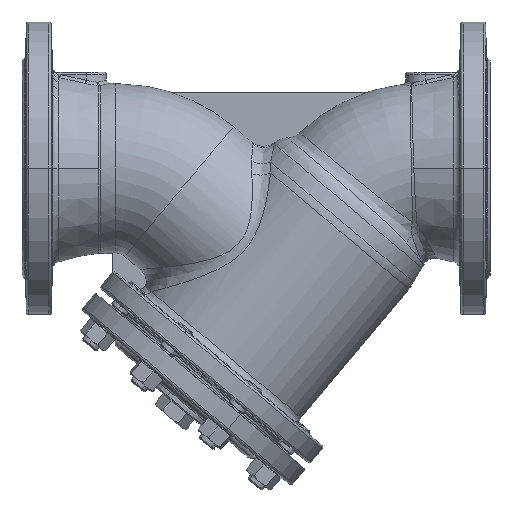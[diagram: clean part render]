
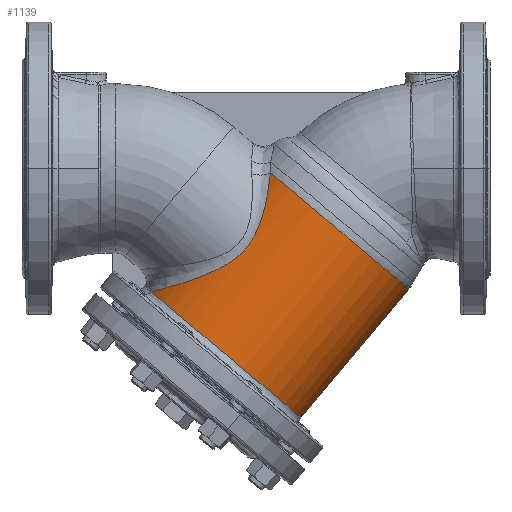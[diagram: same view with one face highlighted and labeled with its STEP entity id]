
A CAD part, top view. The second image highlights one B-rep face of the part: STEP entity #1139.
In plain terms, the highlighted cylindrical face has radius 86 mm (diameter 172 mm), a partial arc.
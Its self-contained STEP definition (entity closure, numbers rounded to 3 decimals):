
#1139 = ADVANCED_FACE ( 'NONE', ( #21598 ), #21600, .T. ) ;
#1377 = CARTESIAN_POINT ( 'NONE',  ( 370.88, -55.28, 0. ) ) ;
#1378 = CARTESIAN_POINT ( 'NONE',  ( 264.714, -48.011, 0. ) ) ;
#1395 = DIRECTION ( 'NONE',  ( -0.643, -0.766, 0. ) ) ;
#1396 = DIRECTION ( 'NONE',  ( -0.766, 0.643, 0. ) ) ;
#1397 = DIRECTION ( 'NONE',  ( 0.643, 0.766, 0. ) ) ;
#1398 = CARTESIAN_POINT ( 'NONE',  ( 212.413, -4.126, 52.294 ) ) ;
#1402 = CARTESIAN_POINT ( 'NONE',  ( 172.537, -157.864, 0. ) ) ;
#1403 = CARTESIAN_POINT ( 'NONE',  ( 212.067, -7.158, 54.493 ) ) ;
#1404 = CARTESIAN_POINT ( 'NONE',  ( 211.678, -10.279, 56.504 ) ) ;
#1405 = CARTESIAN_POINT ( 'NONE',  ( 210.777, -16.669, 60.204 ) ) ;
#1406 = CARTESIAN_POINT ( 'NONE',  ( 210.267, -19.937, 61.892 ) ) ;
#1407 = CARTESIAN_POINT ( 'NONE',  ( 209.07, -26.598, 64.972 ) ) ;
#1408 = CARTESIAN_POINT ( 'NONE',  ( 208.385, -29.99, 66.364 ) ) ;
#1409 = CARTESIAN_POINT ( 'NONE',  ( 207.361, -34.296, 67.924 ) ) ;
#1410 = CARTESIAN_POINT ( 'NONE',  ( 207.148, -35.16, 68.226 ) ) ;
#1411 = CARTESIAN_POINT ( 'NONE',  ( 206.705, -36.888, 68.811 ) ) ;
#1412 = CARTESIAN_POINT ( 'NONE',  ( 206.475, -37.751, 69.093 ) ) ;
#1413 = CARTESIAN_POINT ( 'NONE',  ( 205.756, -40.341, 69.91 ) ) ;
#1414 = CARTESIAN_POINT ( 'NONE',  ( 205.239, -42.065, 70.414 ) ) ;
#1415 = CARTESIAN_POINT ( 'NONE',  ( 204.113, -45.505, 71.34 ) ) ;
#1416 = CARTESIAN_POINT ( 'NONE',  ( 203.504, -47.22, 71.763 ) ) ;
#1417 = CARTESIAN_POINT ( 'NONE',  ( 202.505, -49.782, 72.335 ) ) ;
#1418 = CARTESIAN_POINT ( 'NONE',  ( 202.158, -50.634, 72.515 ) ) ;
#1419 = CARTESIAN_POINT ( 'NONE',  ( 201.432, -52.333, 72.854 ) ) ;
#1420 = CARTESIAN_POINT ( 'NONE',  ( 201.053, -53.182, 73.013 ) ) ;
#1421 = CARTESIAN_POINT ( 'NONE',  ( 199.081, -57.384, 73.749 ) ) ;
#1422 = CARTESIAN_POINT ( 'NONE',  ( 197.262, -60.622, 74.15 ) ) ;
#1423 = CARTESIAN_POINT ( 'NONE',  ( 194.605, -64.467, 74.404 ) ) ;
#1424 = CARTESIAN_POINT ( 'NONE',  ( 194.054, -65.226, 74.442 ) ) ;
#1425 = CARTESIAN_POINT ( 'NONE',  ( 192.913, -66.723, 74.493 ) ) ;
#1426 = CARTESIAN_POINT ( 'NONE',  ( 192.323, -67.461, 74.505 ) ) ;
#1427 = CARTESIAN_POINT ( 'NONE',  ( 190.511, -69.617, 74.504 ) ) ;
#1428 = CARTESIAN_POINT ( 'NONE',  ( 189.242, -70.988, 74.452 ) ) ;
#1429 = CARTESIAN_POINT ( 'NONE',  ( 186.589, -73.603, 74.248 ) ) ;
#1430 = CARTESIAN_POINT ( 'NONE',  ( 185.206, -74.847, 74.096 ) ) ;
#1431 = CARTESIAN_POINT ( 'NONE',  ( 182.334, -77.22, 73.695 ) ) ;
#1432 = CARTESIAN_POINT ( 'NONE',  ( 180.841, -78.352, 73.444 ) ) ;
#1433 = CARTESIAN_POINT ( 'NONE',  ( 176.295, -81.544, 72.56 ) ) ;
#1434 = CARTESIAN_POINT ( 'NONE',  ( 173.165, -83.419, 71.796 ) ) ;
#1435 = CARTESIAN_POINT ( 'NONE',  ( 168.384, -85.973, 70.407 ) ) ;
#1436 = CARTESIAN_POINT ( 'NONE',  ( 166.776, -86.78, 69.903 ) ) ;
#1437 = CARTESIAN_POINT ( 'NONE',  ( 163.541, -88.324, 68.813 ) ) ;
#1438 = CARTESIAN_POINT ( 'NONE',  ( 161.911, -89.06, 68.226 ) ) ;
#1439 = CARTESIAN_POINT ( 'NONE',  ( 157.053, -91.158, 66.361 ) ) ;
#1440 = CARTESIAN_POINT ( 'NONE',  ( 153.84, -92.419, 64.973 ) ) ;
#1441 = CARTESIAN_POINT ( 'NONE',  ( 147.499, -94.751, 61.898 ) ) ;
#1442 = CARTESIAN_POINT ( 'NONE',  ( 144.372, -95.82, 60.212 ) ) ;
#1443 = CARTESIAN_POINT ( 'NONE',  ( 139.769, -97.318, 57.438 ) ) ;
#1444 = CARTESIAN_POINT ( 'NONE',  ( 138.25, -97.799, 56.472 ) ) ;
#1445 = CARTESIAN_POINT ( 'NONE',  ( 135.996, -98.497, 54.958 ) ) ;
#1446 = CARTESIAN_POINT ( 'NONE',  ( 135.249, -98.725, 54.442 ) ) ;
#1447 = CARTESIAN_POINT ( 'NONE',  ( 133.764, -99.174, 53.387 ) ) ;
#1448 = CARTESIAN_POINT ( 'NONE',  ( 133.026, -99.395, 52.848 ) ) ;
#1449 = CARTESIAN_POINT ( 'NONE',  ( 129.382, -100.475, 50.11 ) ) ;
#1450 = CARTESIAN_POINT ( 'NONE',  ( 126.595, -101.266, 47.769 ) ) ;
#1451 = CARTESIAN_POINT ( 'NONE',  ( 121.319, -102.722, 42.751 ) ) ;
#1452 = CARTESIAN_POINT ( 'NONE',  ( 118.829, -103.387, 40.074 ) ) ;
#1453 = CARTESIAN_POINT ( 'NONE',  ( 115.943, -104.143, 36.478 ) ) ;
#1454 = CARTESIAN_POINT ( 'NONE',  ( 115.377, -104.29, 35.746 ) ) ;
#1455 = CARTESIAN_POINT ( 'NONE',  ( 114.27, -104.576, 34.256 ) ) ;
#1456 = CARTESIAN_POINT ( 'NONE',  ( 113.727, -104.716, 33.496 ) ) ;
#1457 = CARTESIAN_POINT ( 'NONE',  ( 112.152, -105.12, 31.194 ) ) ;
#1458 = CARTESIAN_POINT ( 'NONE',  ( 111.167, -105.37, 29.625 ) ) ;
#1459 = CARTESIAN_POINT ( 'NONE',  ( 110.251, -105.6, 28.02 ) ) ;
#1461 = DIRECTION ( 'NONE',  ( 0.643, 0.766, 0. ) ) ;
#1462 = DIRECTION ( 'NONE',  ( -0.766, 0.643, 0. ) ) ;
#3202 = DIRECTION ( 'NONE',  ( 0.643, 0.766, 0. ) ) ;
#3206 = DIRECTION ( 'NONE',  ( 0.766, -0.643, 0. ) ) ;
#3208 = CARTESIAN_POINT ( 'NONE',  ( 305., 0., 0. ) ) ;
#9504 = EDGE_CURVE ( 'NONE', #17422, #17423, #48605, .T. ) ;
#9505 = EDGE_CURVE ( 'NONE', #17421, #17422, #48604, .T. ) ;
#9507 = EDGE_CURVE ( 'NONE', #17423, #17420, #26986, .T. ) ;
#9508 = EDGE_CURVE ( 'NONE', #17420, #17421, #48609, .T. ) ;
#17420 = VERTEX_POINT ( 'NONE', #47372 ) ;
#17421 = VERTEX_POINT ( 'NONE', #47373 ) ;
#17422 = VERTEX_POINT ( 'NONE', #47374 ) ;
#17423 = VERTEX_POINT ( 'NONE', #47375 ) ;
#21598 = FACE_OUTER_BOUND ( 'NONE', #29552, .T. ) ;
#21600 = CYLINDRICAL_SURFACE ( 'NONE', #34154, 86. ) ;
#25677 = AXIS2_PLACEMENT_3D ( 'NONE', #1378, #1395, #1396 ) ;
#25679 = AXIS2_PLACEMENT_3D ( 'NONE', #1402, #1461, #1462 ) ;
#26986 = B_SPLINE_CURVE_WITH_KNOTS ( 'NONE', 3,
 ( #1398, #1403, #1404, #1405, #1406, #1407, #1408, #1409, #1410, #1411, #1412, #1413, #1414, #1415, #1416, #1417, #1418, #1419, #1420, #1421, #1422, #1423, #1424, #1425, #1426, #1427, #1428, #1429, #1430, #1431, #1432, #1433, #1434, #1435, #1436, #1437, #1438, #1439, #1440, #1441, #1442, #1443, #1444, #1445, #1446, #1447, #1448, #1449, #1450, #1451, #1452, #1453, #1454, #1455, #1456, #1457, #1458, #1459 ),
 .UNSPECIFIED., .F., .F.,
 ( 4, 2, 2, 2, 2, 2, 2, 2, 2, 2, 2, 2, 2, 2, 2, 2, 2, 2, 2, 2, 2, 2, 2, 2, 2, 2, 2, 2, 4 ),
 ( 0., 0.011, 0.022, 0.033, 0.036, 0.039, 0.045, 0.05, 0.053, 0.056, 0.067, 0.07, 0.072, 0.078, 0.084, 0.089, 0.1, 0.106, 0.111, 0.123, 0.134, 0.139, 0.142, 0.145, 0.156, 0.167, 0.17, 0.173, 0.178 ),
 .UNSPECIFIED. ) ;
#28144 = ORIENTED_EDGE ( 'NONE', *, *, #9507, .T. ) ;
#28145 = ORIENTED_EDGE ( 'NONE', *, *, #9504, .T. ) ;
#28146 = ORIENTED_EDGE ( 'NONE', *, *, #9505, .T. ) ;
#28147 = ORIENTED_EDGE ( 'NONE', *, *, #9508, .T. ) ;
#29552 = EDGE_LOOP ( 'NONE', ( #28147, #28146, #28145, #28144 ) ) ;
#34154 = AXIS2_PLACEMENT_3D ( 'NONE', #3208, #3202, #3206 ) ;
#47372 = CARTESIAN_POINT ( 'NONE',  ( 110.251, -105.6, 28.02 ) ) ;
#47373 = CARTESIAN_POINT ( 'NONE',  ( 238.416, -213.143, 0. ) ) ;
#47374 = CARTESIAN_POINT ( 'NONE',  ( 330.593, -103.291, 0. ) ) ;
#47375 = CARTESIAN_POINT ( 'NONE',  ( 212.413, -4.126, 52.294 ) ) ;
#48569 = VECTOR ( 'NONE', #1397, 1000. ) ;
#48604 = LINE ( 'NONE', #1377, #48569 ) ;
#48605 = CIRCLE ( 'NONE', #25677, 86. ) ;
#48609 = CIRCLE ( 'NONE', #25679, 86. ) ;
